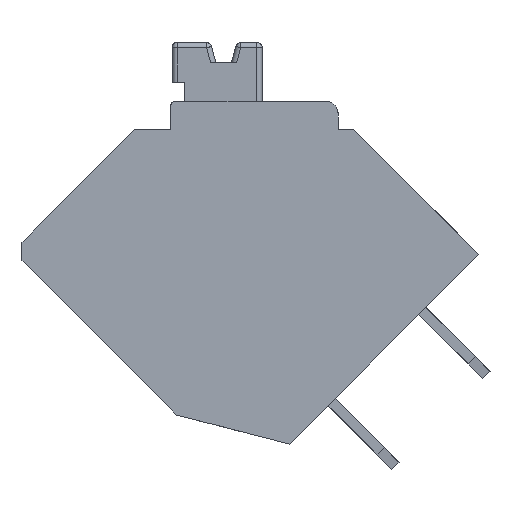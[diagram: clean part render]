
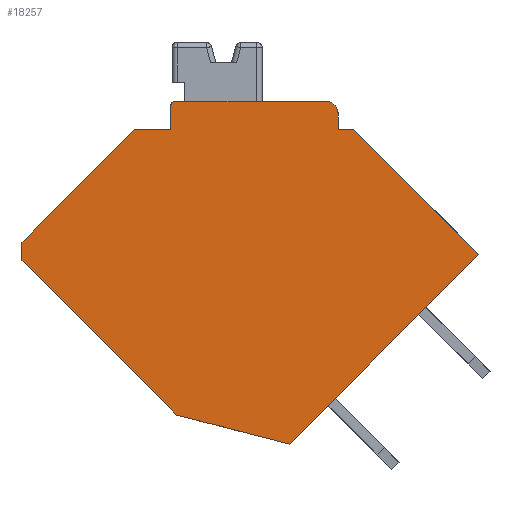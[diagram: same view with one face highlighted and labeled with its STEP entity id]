
A CAD part, left-side view. The second image highlights one B-rep face of the part: STEP entity #18257.
In plain terms, the highlighted planar face has unit normal (-1, 0, 0).
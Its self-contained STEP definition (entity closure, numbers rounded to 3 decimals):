
#305=CIRCLE('',#19335,0.5);
#307=CIRCLE('',#19339,0.2);
#2269=ORIENTED_EDGE('',*,*,#7491,.F.);
#2270=ORIENTED_EDGE('',*,*,#7497,.T.);
#2271=ORIENTED_EDGE('',*,*,#6543,.F.);
#2272=ORIENTED_EDGE('',*,*,#7488,.F.);
#2273=ORIENTED_EDGE('',*,*,#7427,.F.);
#2274=ORIENTED_EDGE('',*,*,#6582,.F.);
#2275=ORIENTED_EDGE('',*,*,#7477,.F.);
#2276=ORIENTED_EDGE('',*,*,#7476,.F.);
#2277=ORIENTED_EDGE('',*,*,#7370,.T.);
#2278=ORIENTED_EDGE('',*,*,#7365,.F.);
#2279=ORIENTED_EDGE('',*,*,#7377,.T.);
#2280=ORIENTED_EDGE('',*,*,#7375,.F.);
#2281=ORIENTED_EDGE('',*,*,#7435,.F.);
#6543=EDGE_CURVE('',#9263,#9264,#11026,.T.);
#6582=EDGE_CURVE('',#9300,#9301,#11065,.T.);
#7365=EDGE_CURVE('',#9970,#9971,#11788,.T.);
#7370=EDGE_CURVE('',#9975,#9971,#305,.T.);
#7375=EDGE_CURVE('',#9979,#9976,#11795,.T.);
#7377=EDGE_CURVE('',#9970,#9976,#307,.T.);
#7427=EDGE_CURVE('',#9301,#10016,#11845,.T.);
#7435=EDGE_CURVE('',#10021,#9979,#11850,.T.);
#7476=EDGE_CURVE('',#9975,#10042,#11872,.T.);
#7477=EDGE_CURVE('',#10042,#9300,#11873,.T.);
#7488=EDGE_CURVE('',#10016,#9263,#11883,.T.);
#7491=EDGE_CURVE('',#10045,#10021,#11886,.T.);
#7497=EDGE_CURVE('',#10045,#9264,#11891,.F.);
#9263=VERTEX_POINT('',#25979);
#9264=VERTEX_POINT('',#25981);
#9300=VERTEX_POINT('',#26058);
#9301=VERTEX_POINT('',#26060);
#9970=VERTEX_POINT('',#27658);
#9971=VERTEX_POINT('',#27660);
#9975=VERTEX_POINT('',#27674);
#9976=VERTEX_POINT('',#27678);
#9979=VERTEX_POINT('',#27683);
#10016=VERTEX_POINT('',#27783);
#10021=VERTEX_POINT('',#27798);
#10042=VERTEX_POINT('',#27860);
#10045=VERTEX_POINT('',#27882);
#11026=LINE('',#25980,#13298);
#11065=LINE('',#26059,#13337);
#11788=LINE('',#27659,#14060);
#11795=LINE('',#27684,#14067);
#11845=LINE('',#27785,#14117);
#11850=LINE('',#27799,#14122);
#11872=LINE('',#27862,#14144);
#11873=LINE('',#27864,#14145);
#11883=LINE('',#27877,#14155);
#11886=LINE('',#27883,#14158);
#11891=LINE('',#27894,#14163);
#13298=VECTOR('',#20785,1000.);
#13337=VECTOR('',#20830,1000.);
#14060=VECTOR('',#21877,1000.);
#14067=VECTOR('',#21892,1000.);
#14117=VECTOR('',#21970,1000.);
#14122=VECTOR('',#21983,1000.);
#14144=VECTOR('',#22045,1000.);
#14145=VECTOR('',#22048,1000.);
#14155=VECTOR('',#22062,1000.);
#14158=VECTOR('',#22067,1000.);
#14163=VECTOR('',#22078,1000.);
#15567=EDGE_LOOP('',(#2269,#2270,#2271,#2272,#2273,#2274,#2275,#2276,#2277,
#2278,#2279,#2280,#2281));
#16564=FACE_BOUND('',#15567,.T.);
#17525=PLANE('',#19381);
#18257=ADVANCED_FACE('',(#16564),#17525,.T.);
#19335=AXIS2_PLACEMENT_3D('',#27673,#21884,#21885);
#19339=AXIS2_PLACEMENT_3D('',#27687,#21897,#21898);
#19381=AXIS2_PLACEMENT_3D('',#27893,#22076,#22077);
#20785=DIRECTION('',(0.,0.707,0.707));
#20830=DIRECTION('',(0.,-0.707,-0.707));
#21877=DIRECTION('',(0.,-1.,0.));
#21884=DIRECTION('',(-1.,0.,0.));
#21885=DIRECTION('',(0.,0.,1.));
#21892=DIRECTION('',(0.,0.,1.));
#21897=DIRECTION('',(-1.,0.,0.));
#21898=DIRECTION('',(0.,0.,1.));
#21970=DIRECTION('',(0.,0.707,-0.707));
#21983=DIRECTION('',(0.,-1.,0.));
#22045=DIRECTION('',(0.,0.,-1.));
#22048=DIRECTION('',(0.,-1.,0.));
#22062=DIRECTION('',(0.,0.968,0.25));
#22067=DIRECTION('',(0.,-0.707,0.707));
#22076=DIRECTION('',(-1.,0.,0.));
#22077=DIRECTION('',(0.,0.,1.));
#22078=DIRECTION('',(0.,0.,1.));
#25979=CARTESIAN_POINT('',(-12.6,3.017,-6.364));
#25980=CARTESIAN_POINT('',(-12.6,3.017,-6.364));
#25981=CARTESIAN_POINT('',(-12.6,9.027,-0.354));
#26058=CARTESIAN_POINT('',(-12.6,-3.85,4.731));
#26059=CARTESIAN_POINT('',(-12.6,-3.85,4.731));
#26060=CARTESIAN_POINT('',(-12.6,-8.722,-0.141));
#27658=CARTESIAN_POINT('',(-12.6,3.05,5.831));
#27659=CARTESIAN_POINT('',(-12.6,3.25,5.831));
#27660=CARTESIAN_POINT('',(-12.6,-2.75,5.831));
#27673=CARTESIAN_POINT('',(-12.6,-2.75,5.331));
#27674=CARTESIAN_POINT('',(-12.6,-3.25,5.331));
#27678=CARTESIAN_POINT('',(-12.6,3.25,5.631));
#27683=CARTESIAN_POINT('',(-12.6,3.25,4.731));
#27684=CARTESIAN_POINT('',(-12.6,3.25,5.831));
#27687=CARTESIAN_POINT('',(-12.6,3.05,5.631));
#27783=CARTESIAN_POINT('',(-12.6,-1.368,-7.495));
#27785=CARTESIAN_POINT('',(-12.6,-8.722,-0.141));
#27798=CARTESIAN_POINT('',(-12.6,4.65,4.731));
#27799=CARTESIAN_POINT('',(-12.6,3.25,4.731));
#27860=CARTESIAN_POINT('',(-12.6,-3.25,4.731));
#27862=CARTESIAN_POINT('',(-12.6,-3.25,4.731));
#27864=CARTESIAN_POINT('',(-12.6,-3.85,4.731));
#27877=CARTESIAN_POINT('',(-12.6,-1.368,-7.495));
#27882=CARTESIAN_POINT('',(-12.6,9.027,0.354));
#27883=CARTESIAN_POINT('',(-12.6,9.381,0.));
#27893=CARTESIAN_POINT('',(-12.6,0.,0.));
#27894=CARTESIAN_POINT('',(-12.6,9.027,0.));
